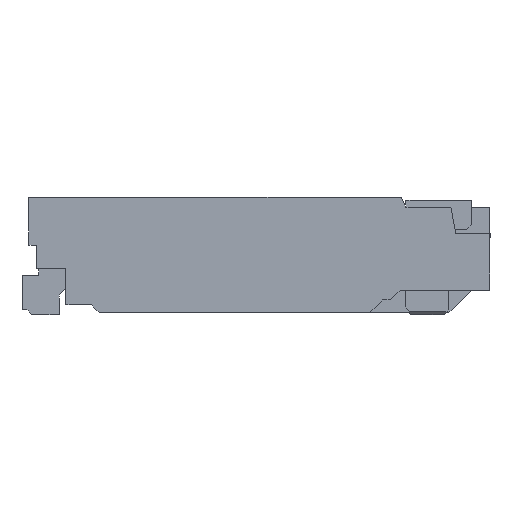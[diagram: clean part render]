
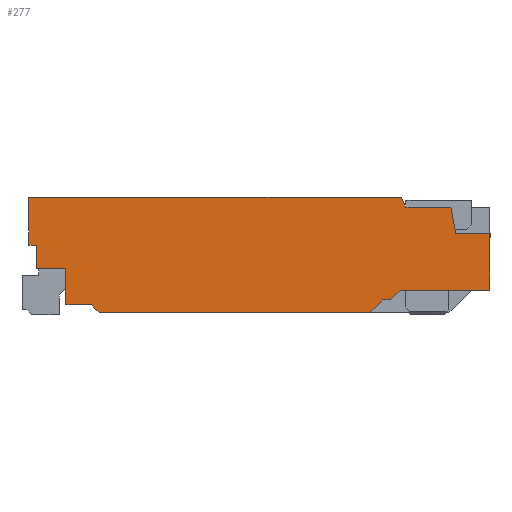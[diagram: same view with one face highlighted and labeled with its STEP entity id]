
A CAD part, left-side view. The second image highlights one B-rep face of the part: STEP entity #277.
In plain terms, the highlighted planar face has unit normal (-1, 0, 0).
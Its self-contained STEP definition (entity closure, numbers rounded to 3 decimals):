
#63=FACE_OUTER_BOUND('',#706,.T.);
#277=ADVANCED_FACE('',(#63),#492,.F.);
#492=PLANE('',#4450);
#706=EDGE_LOOP('',(#1103,#1104,#1105,#1106,#1107,#1108,#1109,#1110,#1111,
#1112,#1113,#1114,#1115,#1116,#1117,#1118,#1119,#1120));
#1103=ORIENTED_EDGE('',*,*,#2600,.T.);
#1104=ORIENTED_EDGE('',*,*,#2761,.T.);
#1105=ORIENTED_EDGE('',*,*,#2723,.F.);
#1106=ORIENTED_EDGE('',*,*,#2762,.T.);
#1107=ORIENTED_EDGE('',*,*,#2763,.T.);
#1108=ORIENTED_EDGE('',*,*,#2764,.T.);
#1109=ORIENTED_EDGE('',*,*,#2666,.T.);
#1110=ORIENTED_EDGE('',*,*,#2708,.T.);
#1111=ORIENTED_EDGE('',*,*,#2765,.T.);
#1112=ORIENTED_EDGE('',*,*,#2766,.T.);
#1113=ORIENTED_EDGE('',*,*,#2749,.T.);
#1114=ORIENTED_EDGE('',*,*,#2767,.T.);
#1115=ORIENTED_EDGE('',*,*,#2768,.T.);
#1116=ORIENTED_EDGE('',*,*,#2769,.T.);
#1117=ORIENTED_EDGE('',*,*,#2580,.T.);
#1118=ORIENTED_EDGE('',*,*,#2744,.F.);
#1119=ORIENTED_EDGE('',*,*,#2770,.T.);
#1120=ORIENTED_EDGE('',*,*,#2593,.T.);
#2164=VERTEX_POINT('',#5738);
#2165=VERTEX_POINT('',#5739);
#2177=VERTEX_POINT('',#5764);
#2178=VERTEX_POINT('',#5766);
#2183=VERTEX_POINT('',#5778);
#2249=VERTEX_POINT('',#5913);
#2250=VERTEX_POINT('',#5915);
#2285=VERTEX_POINT('',#5992);
#2298=VERTEX_POINT('',#6022);
#2299=VERTEX_POINT('',#6024);
#2316=VERTEX_POINT('',#6063);
#2321=VERTEX_POINT('',#6074);
#2322=VERTEX_POINT('',#6076);
#2333=VERTEX_POINT('',#6101);
#2334=VERTEX_POINT('',#6103);
#2335=VERTEX_POINT('',#6106);
#2336=VERTEX_POINT('',#6109);
#2337=VERTEX_POINT('',#6111);
#2580=EDGE_CURVE('',#2164,#2165,#3207,.T.);
#2593=EDGE_CURVE('',#2178,#2177,#3220,.T.);
#2600=EDGE_CURVE('',#2177,#2183,#3227,.T.);
#2666=EDGE_CURVE('',#2250,#2249,#3293,.T.);
#2708=EDGE_CURVE('',#2249,#2285,#3335,.T.);
#2723=EDGE_CURVE('',#2298,#2299,#3350,.T.);
#2744=EDGE_CURVE('',#2316,#2165,#3371,.T.);
#2749=EDGE_CURVE('',#2322,#2321,#3376,.T.);
#2761=EDGE_CURVE('',#2183,#2299,#3388,.T.);
#2762=EDGE_CURVE('',#2298,#2333,#3389,.T.);
#2763=EDGE_CURVE('',#2333,#2334,#3390,.T.);
#2764=EDGE_CURVE('',#2334,#2250,#3391,.T.);
#2765=EDGE_CURVE('',#2285,#2335,#3392,.T.);
#2766=EDGE_CURVE('',#2335,#2322,#3393,.T.);
#2767=EDGE_CURVE('',#2321,#2336,#3394,.T.);
#2768=EDGE_CURVE('',#2336,#2337,#3395,.T.);
#2769=EDGE_CURVE('',#2337,#2164,#3396,.T.);
#2770=EDGE_CURVE('',#2316,#2178,#3397,.T.);
#3207=LINE('',#5737,#3822);
#3220=LINE('',#5765,#3835);
#3227=LINE('',#5779,#3842);
#3293=LINE('',#5914,#3908);
#3335=LINE('',#5993,#3950);
#3350=LINE('',#6023,#3965);
#3371=LINE('',#6064,#3986);
#3376=LINE('',#6075,#3991);
#3388=LINE('',#6099,#4003);
#3389=LINE('',#6100,#4004);
#3390=LINE('',#6102,#4005);
#3391=LINE('',#6104,#4006);
#3392=LINE('',#6105,#4007);
#3393=LINE('',#6107,#4008);
#3394=LINE('',#6108,#4009);
#3395=LINE('',#6110,#4010);
#3396=LINE('',#6112,#4011);
#3397=LINE('',#6113,#4012);
#3822=VECTOR('',#4667,1.);
#3835=VECTOR('',#4682,1.);
#3842=VECTOR('',#4691,1.);
#3908=VECTOR('',#4763,1.);
#3950=VECTOR('',#4807,1.);
#3965=VECTOR('',#4826,1.);
#3986=VECTOR('',#4851,1.);
#3991=VECTOR('',#4858,1.);
#4003=VECTOR('',#4872,1.);
#4004=VECTOR('',#4873,1.);
#4005=VECTOR('',#4874,1.);
#4006=VECTOR('',#4875,1.);
#4007=VECTOR('',#4876,1.);
#4008=VECTOR('',#4877,1.);
#4009=VECTOR('',#4878,1.);
#4010=VECTOR('',#4879,1.);
#4011=VECTOR('',#4880,1.);
#4012=VECTOR('',#4881,1.);
#4450=AXIS2_PLACEMENT_3D('',#6114,#4882,#4883);
#4667=DIRECTION('',(0.,-1.,0.));
#4682=DIRECTION('',(0.,0.182,0.983));
#4691=DIRECTION('',(0.,1.,0.));
#4763=DIRECTION('',(0.,-1.,0.));
#4807=DIRECTION('',(0.,0.,-1.));
#4826=DIRECTION('',(0.,-1.,0.));
#4851=DIRECTION('',(0.,0.,-1.));
#4858=DIRECTION('',(0.,-1.,0.));
#4872=DIRECTION('',(0.,0.447,0.894));
#4873=DIRECTION('',(0.,0.,-1.));
#4874=DIRECTION('',(0.,-1.,0.));
#4875=DIRECTION('',(0.,0.,-1.));
#4876=DIRECTION('',(0.,-1.,0.));
#4877=DIRECTION('',(0.,-0.707,-0.707));
#4878=DIRECTION('',(0.,-0.707,0.707));
#4879=DIRECTION('',(0.,-1.,0.));
#4880=DIRECTION('',(0.,-0.707,0.707));
#4881=DIRECTION('',(0.,1.,0.));
#4882=DIRECTION('',(1.,0.,0.));
#4883=DIRECTION('',(0.,1.,0.));
#5737=CARTESIAN_POINT('',(-6.45,0.87,0.23));
#5738=CARTESIAN_POINT('',(-6.45,0.87,0.23));
#5739=CARTESIAN_POINT('',(-6.45,-0.05,0.23));
#5764=CARTESIAN_POINT('',(-6.45,0.35,1.08));
#5765=CARTESIAN_POINT('',(-6.45,0.3,0.81));
#5766=CARTESIAN_POINT('',(-6.45,0.3,0.81));
#5778=CARTESIAN_POINT('',(-6.45,0.81,1.08));
#5779=CARTESIAN_POINT('',(-6.45,0.35,1.08));
#5913=CARTESIAN_POINT('',(-6.45,4.29,0.45));
#5914=CARTESIAN_POINT('',(-6.45,4.59,0.45));
#5915=CARTESIAN_POINT('',(-6.45,4.59,0.45));
#5992=CARTESIAN_POINT('',(-6.45,4.29,0.08));
#5993=CARTESIAN_POINT('',(-6.45,4.29,0.45));
#6022=CARTESIAN_POINT('',(-6.45,4.67,1.18));
#6023=CARTESIAN_POINT('',(-6.45,4.67,1.18));
#6024=CARTESIAN_POINT('',(-6.45,0.86,1.18));
#6063=CARTESIAN_POINT('',(-6.45,-0.05,0.81));
#6064=CARTESIAN_POINT('',(-6.45,-0.05,1.18));
#6074=CARTESIAN_POINT('',(-6.45,1.18,0.));
#6075=CARTESIAN_POINT('',(-6.45,4.67,0.));
#6076=CARTESIAN_POINT('',(-6.45,3.95,0.));
#6099=CARTESIAN_POINT('',(-6.45,0.81,1.08));
#6100=CARTESIAN_POINT('',(-6.45,4.67,1.18));
#6101=CARTESIAN_POINT('',(-6.45,4.67,0.69));
#6102=CARTESIAN_POINT('',(-6.45,4.67,0.69));
#6103=CARTESIAN_POINT('',(-6.45,4.59,0.69));
#6104=CARTESIAN_POINT('',(-6.45,4.59,0.69));
#6105=CARTESIAN_POINT('',(-6.45,4.29,0.08));
#6106=CARTESIAN_POINT('',(-6.45,4.03,0.08));
#6107=CARTESIAN_POINT('',(-6.45,4.03,0.08));
#6108=CARTESIAN_POINT('',(-6.45,1.18,0.));
#6109=CARTESIAN_POINT('',(-6.45,1.05,0.13));
#6110=CARTESIAN_POINT('',(-6.45,1.05,0.13));
#6111=CARTESIAN_POINT('',(-6.45,0.97,0.13));
#6112=CARTESIAN_POINT('',(-6.45,0.97,0.13));
#6113=CARTESIAN_POINT('',(-6.45,-0.05,0.81));
#6114=CARTESIAN_POINT('',(-6.45,4.67,1.18));
